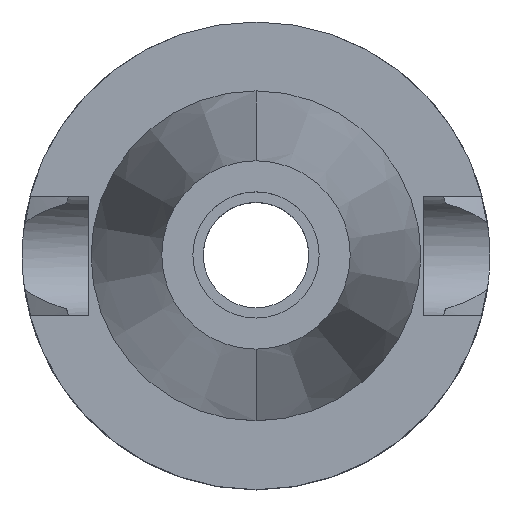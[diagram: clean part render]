
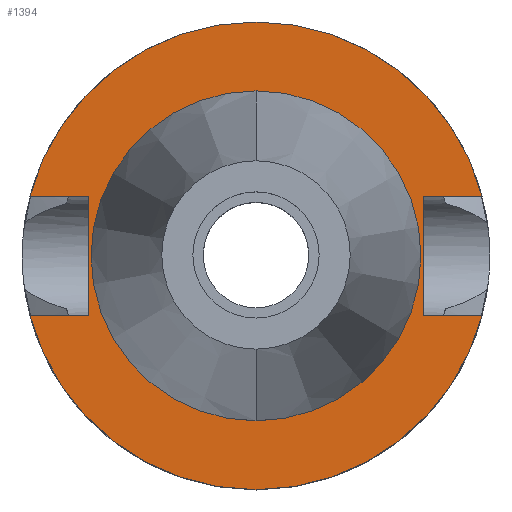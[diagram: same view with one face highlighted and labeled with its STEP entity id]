
A CAD part, top view. The second image highlights one B-rep face of the part: STEP entity #1394.
In plain terms, the highlighted planar face has unit normal (0, 0, 1).
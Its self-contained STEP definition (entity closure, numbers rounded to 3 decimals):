
#94=DIRECTION('',(0.,1.,0.));
#95=VECTOR('',#94,16.1);
#96=CARTESIAN_POINT('',(-22.5,-8.05,-1.));
#97=LINE('',#96,#95);
#101=DIRECTION('',(-1.,0.,0.));
#102=VECTOR('',#101,7.954);
#103=CARTESIAN_POINT('',(-22.5,8.05,-1.));
#104=LINE('',#103,#102);
#108=CARTESIAN_POINT('',(0.,0.,-1.));
#109=DIRECTION('',(0.,0.,-1.));
#110=DIRECTION('',(-0.967,0.256,0.));
#111=AXIS2_PLACEMENT_3D('',#108,#109,#110);
#116=CARTESIAN_POINT('',(0.,0.,-1.));
#117=DIRECTION('',(0.,0.,-1.));
#118=DIRECTION('',(0.,1.,0.));
#119=AXIS2_PLACEMENT_3D('',#116,#117,#118);
#124=DIRECTION('',(0.,-1.,0.));
#125=VECTOR('',#124,16.1);
#126=CARTESIAN_POINT('',(22.5,8.05,-1.));
#127=LINE('',#126,#125);
#131=DIRECTION('',(1.,0.,0.));
#132=VECTOR('',#131,7.954);
#133=CARTESIAN_POINT('',(22.5,-8.05,-1.));
#134=LINE('',#133,#132);
#138=CARTESIAN_POINT('',(0.,0.,-1.));
#139=DIRECTION('',(0.,0.,-1.));
#140=DIRECTION('',(0.967,-0.256,0.));
#141=AXIS2_PLACEMENT_3D('',#138,#139,#140);
#146=CARTESIAN_POINT('',(0.,0.,-1.));
#147=DIRECTION('',(0.,0.,-1.));
#148=DIRECTION('',(0.,-1.,0.));
#149=AXIS2_PLACEMENT_3D('',#146,#147,#148);
#154=CARTESIAN_POINT('',(0.,0.,-1.));
#155=DIRECTION('',(0.,0.,1.));
#156=DIRECTION('',(0.,-1.,0.));
#157=AXIS2_PLACEMENT_3D('',#154,#155,#156);
#162=CARTESIAN_POINT('',(0.,0.,-1.));
#163=DIRECTION('',(0.,0.,1.));
#164=DIRECTION('',(0.,1.,0.));
#165=AXIS2_PLACEMENT_3D('',#162,#163,#164);
#200=DIRECTION('',(-1.,0.,0.));
#201=VECTOR('',#200,7.954);
#202=CARTESIAN_POINT('',(-22.5,-8.05,-1.));
#203=LINE('',#202,#201);
#337=DIRECTION('',(1.,0.,0.));
#338=VECTOR('',#337,7.954);
#339=CARTESIAN_POINT('',(22.5,8.05,-1.));
#340=LINE('',#339,#338);
#1251=CARTESIAN_POINT('',(-22.5,-8.05,-1.));
#1252=VERTEX_POINT('',#1251);
#1253=CARTESIAN_POINT('',(-30.454,-8.05,-1.));
#1254=VERTEX_POINT('',#1253);
#1257=CARTESIAN_POINT('',(-22.5,8.05,-1.));
#1258=VERTEX_POINT('',#1257);
#1259=CARTESIAN_POINT('',(-30.454,8.05,-1.));
#1260=VERTEX_POINT('',#1259);
#1261=CARTESIAN_POINT('',(0.,31.5,-1.));
#1262=CARTESIAN_POINT('',(30.454,8.05,-1.));
#1263=VERTEX_POINT('',#1261);
#1264=VERTEX_POINT('',#1262);
#1265=CARTESIAN_POINT('',(22.5,8.05,-1.));
#1266=VERTEX_POINT('',#1265);
#1267=CARTESIAN_POINT('',(22.5,-8.05,-1.));
#1268=VERTEX_POINT('',#1267);
#1269=CARTESIAN_POINT('',(30.454,-8.05,-1.));
#1270=VERTEX_POINT('',#1269);
#1271=CARTESIAN_POINT('',(0.,-31.5,-1.));
#1272=VERTEX_POINT('',#1271);
#1273=CARTESIAN_POINT('',(0.,-22.225,-1.));
#1274=CARTESIAN_POINT('',(0.,22.225,-1.));
#1275=VERTEX_POINT('',#1273);
#1276=VERTEX_POINT('',#1274);
#1363=CARTESIAN_POINT('',(0.,0.,-1.));
#1364=DIRECTION('',(0.,0.,-1.));
#1365=DIRECTION('',(0.,-1.,0.));
#1366=AXIS2_PLACEMENT_3D('',#1363,#1364,#1365);
#1367=PLANE('',#1366);
#1369=ORIENTED_EDGE('',*,*,#1368,.T.);
#1371=ORIENTED_EDGE('',*,*,#1370,.T.);
#1373=ORIENTED_EDGE('',*,*,#1372,.T.);
#1375=ORIENTED_EDGE('',*,*,#1374,.T.);
#1377=ORIENTED_EDGE('',*,*,#1376,.F.);
#1379=ORIENTED_EDGE('',*,*,#1378,.T.);
#1381=ORIENTED_EDGE('',*,*,#1380,.T.);
#1383=ORIENTED_EDGE('',*,*,#1382,.T.);
#1385=ORIENTED_EDGE('',*,*,#1384,.T.);
#1387=ORIENTED_EDGE('',*,*,#1386,.F.);
#1388=EDGE_LOOP('',(#1369,#1371,#1373,#1375,#1377,#1379,#1381,#1383,#1385,
#1387));
#1389=FACE_OUTER_BOUND('',#1388,.F.);
#1390=ORIENTED_EDGE('',*,*,#1342,.T.);
#1391=ORIENTED_EDGE('',*,*,#1358,.T.);
#1392=EDGE_LOOP('',(#1390,#1391));
#1393=FACE_BOUND('',#1392,.F.);
#112=CIRCLE('',#111,31.5);
#120=CIRCLE('',#119,31.5);
#142=CIRCLE('',#141,31.5);
#150=CIRCLE('',#149,31.5);
#158=CIRCLE('',#157,22.225);
#166=CIRCLE('',#165,22.225);
#1342=EDGE_CURVE('',#1275,#1276,#158,.T.);
#1358=EDGE_CURVE('',#1276,#1275,#166,.T.);
#1368=EDGE_CURVE('',#1252,#1258,#97,.T.);
#1370=EDGE_CURVE('',#1258,#1260,#104,.T.);
#1372=EDGE_CURVE('',#1260,#1263,#112,.T.);
#1374=EDGE_CURVE('',#1263,#1264,#120,.T.);
#1376=EDGE_CURVE('',#1266,#1264,#340,.T.);
#1378=EDGE_CURVE('',#1266,#1268,#127,.T.);
#1380=EDGE_CURVE('',#1268,#1270,#134,.T.);
#1382=EDGE_CURVE('',#1270,#1272,#142,.T.);
#1384=EDGE_CURVE('',#1272,#1254,#150,.T.);
#1386=EDGE_CURVE('',#1252,#1254,#203,.T.);
#1394=ADVANCED_FACE('',(#1389,#1393),#1367,.F.);
